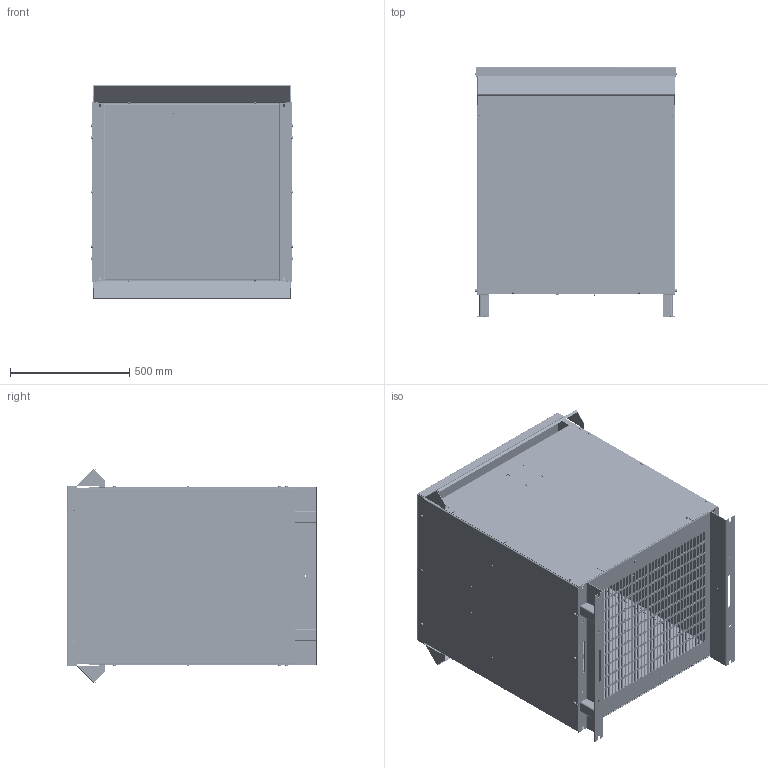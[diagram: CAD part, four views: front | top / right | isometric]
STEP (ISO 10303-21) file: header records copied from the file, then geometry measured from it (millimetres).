
FILE_DESCRIPTION (( 'STEP AP214' ), '1' );
FILE_NAME ('106-004.STEP', '2016-03-15T19:01:16', ( '' ), ( '' ), 'SwSTEP 2.0', 'SolidWorks 2012', '' );
FILE_SCHEMA (( 'AUTOMOTIVE_DESIGN' ));
Products named in the file (15): 150-033 Prototype Slots; 157-001_94831A029; 152-009_.25-20 Gr.2 Steel Zinc Plated Hex Bolt; 154-001_.25-14 Type B Steel Zinc Plated Thread Forming HH Screw; 150-037; 150-032; 150-031; 150-036; 150-034_150-034L; 150-034L; 150-034_150-034R; 150-034 support; 150-034R; 150-035; 106-004
Assembly tree (52 placements, depth 4):
  106-004
    150-036
      150-035
      150-034_150-034R
        150-034R
        150-034 support  x2
      150-034_150-034L
        150-034L
        150-034 support  x2
    150-031
    150-032  x2
    150-037  x2
    154-001_.25-14 Type B Steel Zinc Plated Thread Forming HH Screw  x33
    152-009_.25-20 Gr.2 Steel Zinc Plated Hex Bolt
    157-001_94831A029
    150-033 Prototype Slots  x2
Bounding box: 847.85 x 1052.07 x 901.08 mm (x, y, z)
Volume: 11329299 mm3; surface area: 9810187.6 mm2
Topology: 49 solids, 49 shells, 5671 faces, 15901 edges, 10428 vertices
Faces by surface type: cylinder 2833, plane 1971, bspline 478, cone 389
Entity records: 102396 total; most frequent: CARTESIAN_POINT 23056, ORIENTED_EDGE 16504, DIRECTION 16440, EDGE_CURVE 8252, AXIS2_PLACEMENT_3D 5735, VERTEX_POINT 5432, VECTOR 4970, LINE 4970
